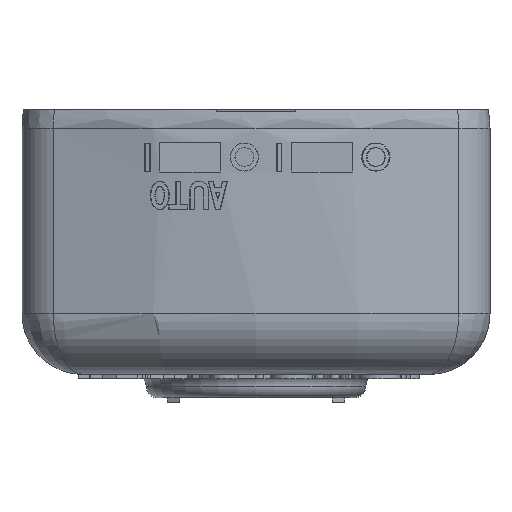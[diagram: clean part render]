
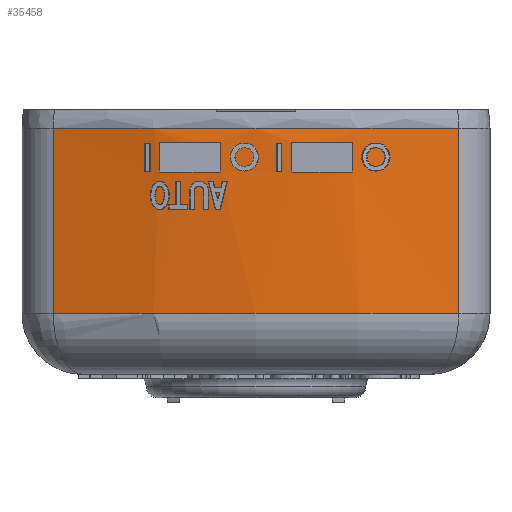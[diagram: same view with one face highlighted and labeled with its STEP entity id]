
A CAD part, left-side view. The second image highlights one B-rep face of the part: STEP entity #35458.
In plain terms, the highlighted cylindrical face has radius 1651 mm (diameter 3302 mm), a partial arc.
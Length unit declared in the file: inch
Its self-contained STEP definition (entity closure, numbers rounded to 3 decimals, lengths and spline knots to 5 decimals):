
#246=FACE_BOUND('',#6004,.T.);
#247=FACE_BOUND('',#6005,.T.);
#472=CYLINDRICAL_SURFACE('',#38559,65.);
#1162=CIRCLE('',#38519,65.);
#1164=CIRCLE('',#38523,65.);
#1167=CIRCLE('',#38528,65.);
#1169=CIRCLE('',#38532,65.);
#1172=CIRCLE('',#38545,65.);
#1179=CIRCLE('',#38560,65.);
#3552=FACE_OUTER_BOUND('',#6003,.T.);
#6003=EDGE_LOOP('',(#30265,#30266,#30267,#30268));
#6004=EDGE_LOOP('',(#30269,#30270,#30271,#30272));
#6005=EDGE_LOOP('',(#30273,#30274,#30275,#30276));
#9837=LINE('',#58908,#13797);
#9843=LINE('',#58924,#13803);
#9849=LINE('',#58940,#13809);
#9853=LINE('',#58952,#13813);
#9880=LINE('',#59170,#13840);
#9881=LINE('',#59173,#13841);
#13797=VECTOR('',#48014,0.3937);
#13803=VECTOR('',#48028,0.3937);
#13809=VECTOR('',#48042,0.3937);
#13813=VECTOR('',#48054,0.3937);
#13840=VECTOR('',#48141,0.3937);
#13841=VECTOR('',#48144,0.3937);
#16492=VERTEX_POINT('',#58906);
#16493=VERTEX_POINT('',#58907);
#16496=VERTEX_POINT('',#58915);
#16499=VERTEX_POINT('',#58923);
#16504=VERTEX_POINT('',#58937);
#16505=VERTEX_POINT('',#58939);
#16507=VERTEX_POINT('',#58945);
#16509=VERTEX_POINT('',#58951);
#16523=VERTEX_POINT('',#59069);
#16524=VERTEX_POINT('',#59074);
#16531=VERTEX_POINT('',#59169);
#16532=VERTEX_POINT('',#59171);
#21128=EDGE_CURVE('',#16492,#16493,#9837,.T.);
#21132=EDGE_CURVE('',#16493,#16496,#1162,.T.);
#21136=EDGE_CURVE('',#16496,#16499,#9843,.T.);
#21139=EDGE_CURVE('',#16499,#16492,#1164,.T.);
#21144=EDGE_CURVE('',#16505,#16504,#9849,.T.);
#21147=EDGE_CURVE('',#16507,#16505,#1167,.T.);
#21150=EDGE_CURVE('',#16509,#16507,#9853,.T.);
#21155=EDGE_CURVE('',#16504,#16509,#1169,.T.);
#21180=EDGE_CURVE('',#16523,#16524,#1172,.T.);
#21195=EDGE_CURVE('',#16531,#16523,#9880,.T.);
#21196=EDGE_CURVE('',#16532,#16531,#1179,.T.);
#21197=EDGE_CURVE('',#16532,#16524,#9881,.T.);
#30265=ORIENTED_EDGE('',*,*,#21180,.F.);
#30266=ORIENTED_EDGE('',*,*,#21195,.F.);
#30267=ORIENTED_EDGE('',*,*,#21196,.F.);
#30268=ORIENTED_EDGE('',*,*,#21197,.T.);
#30269=ORIENTED_EDGE('',*,*,#21136,.T.);
#30270=ORIENTED_EDGE('',*,*,#21139,.T.);
#30271=ORIENTED_EDGE('',*,*,#21128,.T.);
#30272=ORIENTED_EDGE('',*,*,#21132,.T.);
#30273=ORIENTED_EDGE('',*,*,#21150,.T.);
#30274=ORIENTED_EDGE('',*,*,#21147,.T.);
#30275=ORIENTED_EDGE('',*,*,#21144,.T.);
#30276=ORIENTED_EDGE('',*,*,#21155,.T.);
#35458=ADVANCED_FACE('',(#3552,#246,#247),#472,.T.);
#38519=AXIS2_PLACEMENT_3D('',#58916,#48020,#48021);
#38523=AXIS2_PLACEMENT_3D('',#58929,#48033,#48034);
#38528=AXIS2_PLACEMENT_3D('',#58946,#48048,#48049);
#38532=AXIS2_PLACEMENT_3D('',#58960,#48062,#48063);
#38545=AXIS2_PLACEMENT_3D('',#59075,#48106,#48107);
#38559=AXIS2_PLACEMENT_3D('',#59168,#48139,#48140);
#38560=AXIS2_PLACEMENT_3D('',#59172,#48142,#48143);
#48014=DIRECTION('',(0.,0.,-1.));
#48020=DIRECTION('center_axis',(0.,0.,
-1.));
#48021=DIRECTION('ref_axis',(-0.998,-0.058,0.));
#48028=DIRECTION('',(0.,0.,1.));
#48033=DIRECTION('center_axis',(0.,0.,
1.));
#48034=DIRECTION('ref_axis',(-0.987,-0.159,0.));
#48042=DIRECTION('',(0.,0.,-1.));
#48048=DIRECTION('center_axis',(0.,0.,
1.));
#48049=DIRECTION('ref_axis',(-0.998,0.058,0.));
#48054=DIRECTION('',(0.,0.,1.));
#48062=DIRECTION('center_axis',(0.,0.,-1.));
#48063=DIRECTION('ref_axis',(-0.987,0.159,0.));
#48106=DIRECTION('center_axis',(0.,0.,
1.));
#48107=DIRECTION('ref_axis',(-0.943,-0.333,0.));
#48139=DIRECTION('center_axis',(0.,0.,1.));
#48140=DIRECTION('ref_axis',(-0.943,0.333,0.));
#48141=DIRECTION('',(0.,0.,1.));
#48142=DIRECTION('center_axis',(0.,0.,
-1.));
#48143=DIRECTION('ref_axis',(-0.943,0.333,0.));
#48144=DIRECTION('',(0.,0.,1.));
#58906=CARTESIAN_POINT('',(776.55164,-505.58908,-26.64274));
#58907=CARTESIAN_POINT('',(776.55164,-505.58908,-29.84274));
#58908=CARTESIAN_POINT('',(776.55164,-505.58908,-26.64274));
#58915=CARTESIAN_POINT('',(775.83059,-498.98908,-29.84274));
#58916=CARTESIAN_POINT('Origin',(840.72233,-495.23908,-29.84274));
#58923=CARTESIAN_POINT('',(775.83059,-498.98908,-26.64274));
#58924=CARTESIAN_POINT('',(775.83059,-498.98908,-29.84274));
#58929=CARTESIAN_POINT('Origin',(840.72233,-495.23908,-26.64274));
#58937=CARTESIAN_POINT('',(775.83059,-491.48908,-29.84274));
#58939=CARTESIAN_POINT('',(775.83059,-491.48908,-26.64274));
#58940=CARTESIAN_POINT('',(775.83059,-491.48908,-26.64274));
#58945=CARTESIAN_POINT('',(776.55164,-484.88908,-26.64274));
#58946=CARTESIAN_POINT('Origin',(840.72233,-495.23908,-26.64274));
#58951=CARTESIAN_POINT('',(776.55164,-484.88908,-29.84274));
#58952=CARTESIAN_POINT('',(776.55164,-484.88908,-29.84274));
#58960=CARTESIAN_POINT('Origin',(840.72233,-495.23908,-29.84274));
#59069=CARTESIAN_POINT('',(779.43974,-473.57241,-25.17514));
#59074=CARTESIAN_POINT('',(779.43974,-516.90574,-25.17514));
#59075=CARTESIAN_POINT('Origin',(840.72233,-495.23908,-25.17514));
#59168=CARTESIAN_POINT('Origin',(840.72233,-495.23908,-35.06514));
#59169=CARTESIAN_POINT('',(779.43974,-473.57241,-44.95514));
#59170=CARTESIAN_POINT('',(779.43974,-473.57241,-44.95514));
#59171=CARTESIAN_POINT('',(779.43974,-516.90574,-44.95514));
#59172=CARTESIAN_POINT('Origin',(840.72233,-495.23908,-44.95514));
#59173=CARTESIAN_POINT('',(779.43974,-516.90574,-44.95514));
